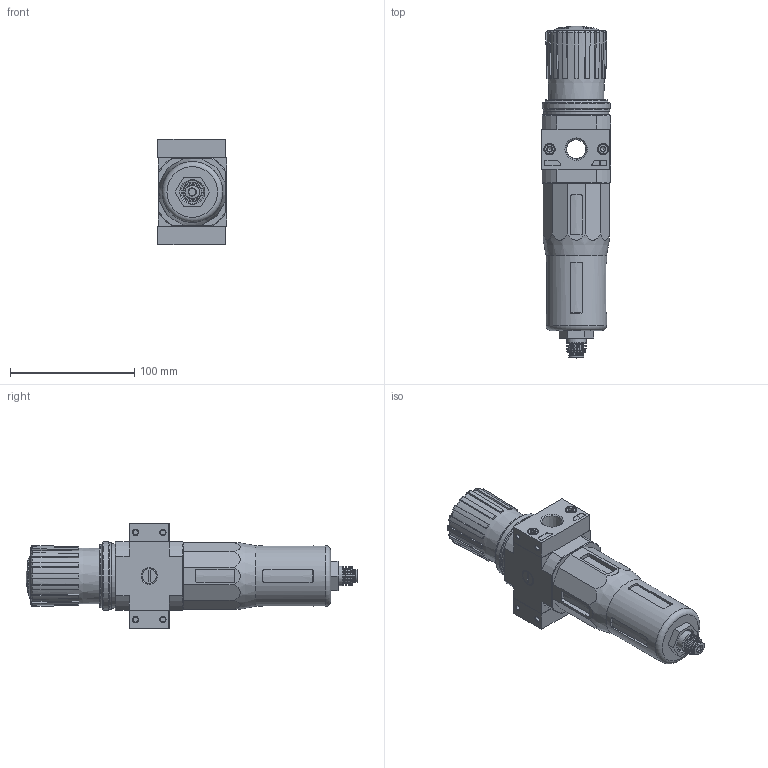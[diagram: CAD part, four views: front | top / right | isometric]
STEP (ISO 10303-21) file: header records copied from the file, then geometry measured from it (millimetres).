
FILE_DESCRIPTION(/* description */ ('STEP AP214'),/* implementation_level */ '2;1');
FILE_NAME(/* name */ '173783_LFR-3_8-D-O-MIDI-A-NPT',/* time_stamp */ '2024-09-04T16:50:32+02:00',/* author */ ('License CC BY-ND 4.0'),/* organization */ ('CADENAS'),/* preprocessor_version */ 'ST-DEVELOPER v19.3',/* originating_system */ 'PARTsolutions',/* authorisation */ ' ');
FILE_SCHEMA (('AUTOMOTIVE_DESIGN {1 0 10303 214 3 1 1}'));
Length unit declared in the file: millimetre
Products named in the file (8): 173783 LFR-3/8-D-O-MIDI-A-NPT---(0); 120519 LFR-D-MIDI-A--(0); 679808 PBL-3/8-D-MIDI-R-NPT--P1; DIN-912 - M5x18(F); 679807 PBL-3/8-D-MIDI-L-NPT--P1; 398012 LRVS-D-MINI; 373846 LR-MIDI; 526489 MS4-LFR-V
Assembly tree (11 placements, depth 2):
  173783 LFR-3/8-D-O-MIDI-A-NPT---(0)
    120519 LFR-D-MIDI-A--(0)
    679808 PBL-3/8-D-MIDI-R-NPT--P1
    DIN-912 - M5x18(F)  x4
    679807 PBL-3/8-D-MIDI-L-NPT--P1
    398012 LRVS-D-MINI
    373846 LR-MIDI  x2
    526489 MS4-LFR-V
Bounding box: 55.5 x 266.72 x 85 mm (x, y, z)
Volume: 554931.1 mm3; surface area: 77860.2 mm2
Topology: 11 solids, 12 shells, 616 faces, 1464 edges, 927 vertices
Faces by surface type: plane 311, cylinder 127, cone 115, torus 58, sphere 5
Full cylindrical faces by diameter (mm): 4.134 x8, 5 x4, 6 x1, 6.3 x2, 8.5 x4, 9.6 x2, 11 x1, 11.2 x2, 11.4 x1, 11.445 x2, 11.6 x1, 11.8 x1, 13.157 x2, 15.8 x1, 16 x1, 18 x1, 24.9 x1, 26.4 x1, 29.7 x1, 30.8 x1, 39 x1, 48.7 x1, 50.16 x1, 50.376 x1, 52 x1, 53.5 x1, 54.8 x1
Entity records: 17918 total; most frequent: CARTESIAN_POINT 3470, DIRECTION 2434, ORIENTED_EDGE 2328, EDGE_CURVE 1164, AXIS2_PLACEMENT_3D 987, VERTEX_POINT 813, FACE_BOUND 689, EDGE_LOOP 688
